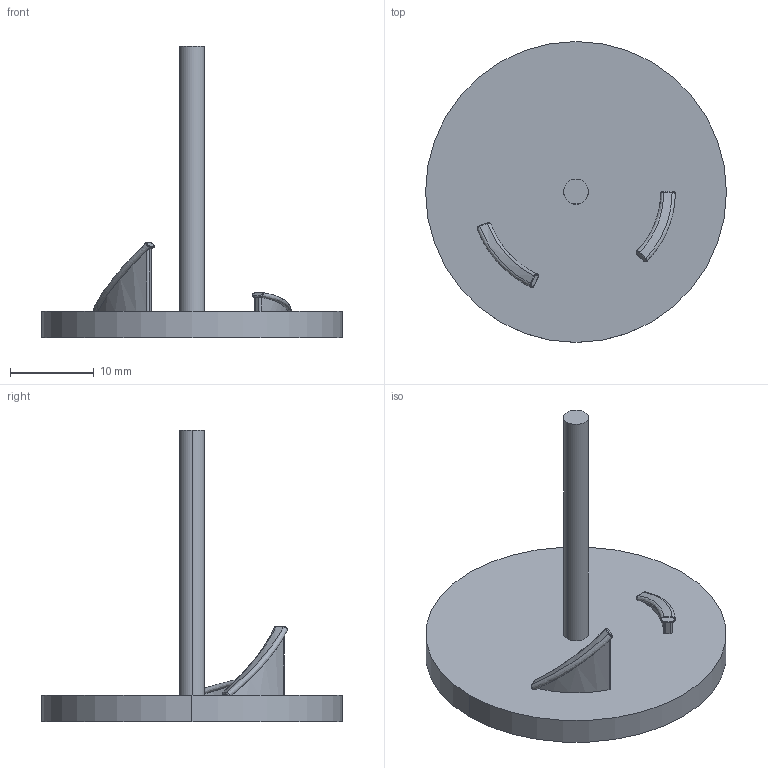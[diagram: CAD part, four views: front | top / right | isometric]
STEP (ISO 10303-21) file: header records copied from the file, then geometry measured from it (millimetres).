
FILE_DESCRIPTION (( 'STEP AP214' ), '1' );
FILE_NAME ('derailleur.STEP', '2025-11-20T16:24:15', ( '' ), ( '' ), 'SwSTEP 2.0', 'SolidWorks 2025', '' );
FILE_SCHEMA (( 'AUTOMOTIVE_DESIGN' ));
Length unit declared in the file: millimetre
Products named in the file (1): derailleur
Bounding box: 36 x 36 x 34.92 mm (x, y, z)
Volume: 3514.5 mm3; surface area: 2829.7 mm2
Topology: 1 solids, 1 shells, 44 faces, 110 edges, 71 vertices
Faces by surface type: bspline 26, cylinder 9, plane 9
Entity records: 2079 total; most frequent: CARTESIAN_POINT 1220, ORIENTED_EDGE 220, EDGE_CURVE 110, DIRECTION 99, VERTEX_POINT 71, B_SPLINE_CURVE_WITH_KNOTS 71, EDGE_LOOP 47, FACE_OUTER_BOUND 44
